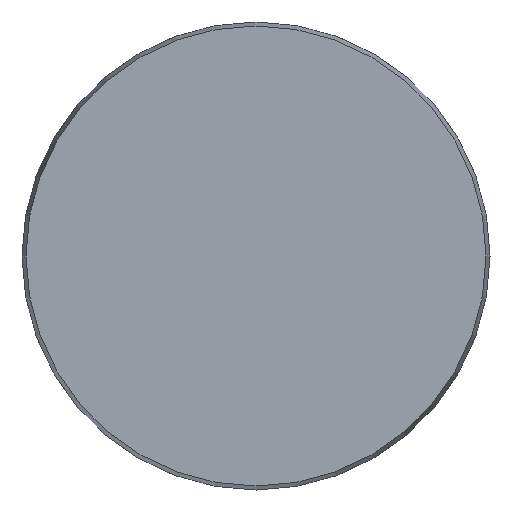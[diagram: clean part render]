
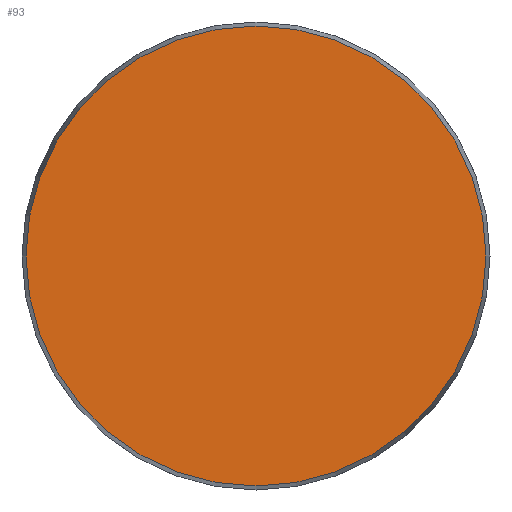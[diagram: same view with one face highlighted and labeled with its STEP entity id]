
A CAD part, front view. The second image highlights one B-rep face of the part: STEP entity #93.
In plain terms, the highlighted planar face has unit normal (0, -1, 0).
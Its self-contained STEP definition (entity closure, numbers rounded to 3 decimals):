
#10 = EDGE_LOOP ( 'NONE', ( #464, #594 ) ) ;
#22 = DIRECTION ( 'NONE',  ( 0., 0., -1. ) ) ;
#78 = DIRECTION ( 'NONE',  ( 0., -1., 0. ) ) ;
#86 = CIRCLE ( 'NONE', #334, 49.143 ) ;
#93 = ADVANCED_FACE ( 'NONE', ( #459 ), #785, .F. ) ;
#99 = EDGE_CURVE ( 'NONE', #639, #568, #194, .T. ) ;
#194 = CIRCLE ( 'NONE', #668, 49.143 ) ;
#268 = EDGE_CURVE ( 'NONE', #568, #639, #86, .T. ) ;
#269 = CARTESIAN_POINT ( 'NONE',  ( 0., 0., -49.143 ) ) ;
#334 = AXIS2_PLACEMENT_3D ( 'NONE', #613, #796, #22 ) ;
#339 = DIRECTION ( 'NONE',  ( 0., 0., -1. ) ) ;
#431 = AXIS2_PLACEMENT_3D ( 'NONE', #579, #596, #773 ) ;
#459 = FACE_OUTER_BOUND ( 'NONE', #10, .T. ) ;
#464 = ORIENTED_EDGE ( 'NONE', *, *, #268, .T. ) ;
#568 = VERTEX_POINT ( 'NONE', #660 ) ;
#579 = CARTESIAN_POINT ( 'NONE',  ( -49.143, 0., 0. ) ) ;
#594 = ORIENTED_EDGE ( 'NONE', *, *, #99, .T. ) ;
#596 = DIRECTION ( 'NONE',  ( 0., 1., 0. ) ) ;
#613 = CARTESIAN_POINT ( 'NONE',  ( 0., 0., 0. ) ) ;
#639 = VERTEX_POINT ( 'NONE', #269 ) ;
#660 = CARTESIAN_POINT ( 'NONE',  ( 0., 0., 49.143 ) ) ;
#668 = AXIS2_PLACEMENT_3D ( 'NONE', #834, #78, #339 ) ;
#773 = DIRECTION ( 'NONE',  ( 0., 0., 1. ) ) ;
#785 = PLANE ( 'NONE',  #431 ) ;
#796 = DIRECTION ( 'NONE',  ( 0., -1., 0. ) ) ;
#834 = CARTESIAN_POINT ( 'NONE',  ( 0., 0., 0. ) ) ;
